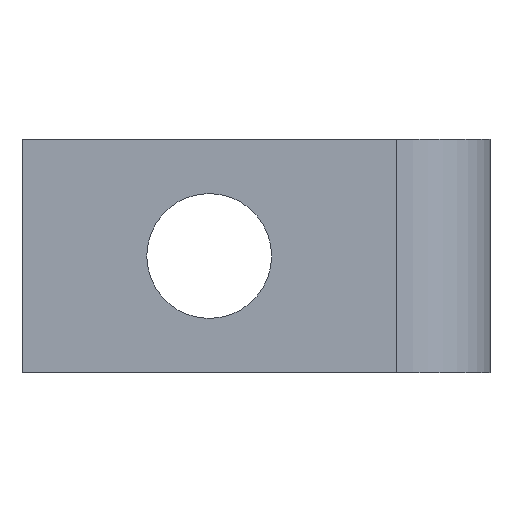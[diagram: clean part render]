
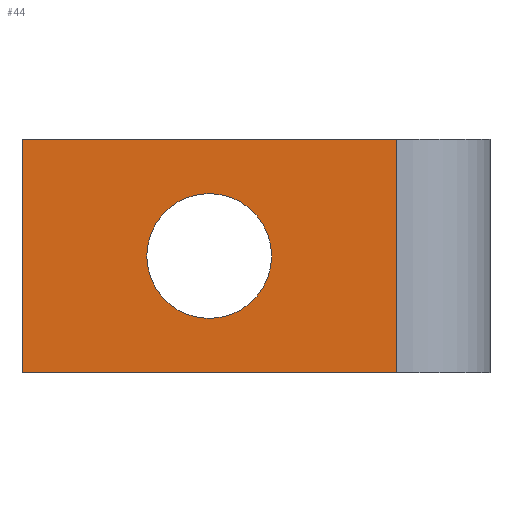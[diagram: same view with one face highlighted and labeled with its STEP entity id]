
A CAD part, left-side view. The second image highlights one B-rep face of the part: STEP entity #44.
In plain terms, the highlighted planar face has unit normal (-1, 0, 0).
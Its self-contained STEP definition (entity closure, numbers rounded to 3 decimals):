
#44 = ADVANCED_FACE( '', ( #91, #92 ), #93, .F. );
#91 = FACE_BOUND( '', #140, .T. );
#92 = FACE_OUTER_BOUND( '', #141, .T. );
#93 = PLANE( '', #142 );
#140 = EDGE_LOOP( '', ( #204 ) );
#141 = EDGE_LOOP( '', ( #205, #206, #207, #208 ) );
#142 = AXIS2_PLACEMENT_3D( '', #209, #210, #211 );
#204 = ORIENTED_EDGE( '', *, *, #293, .T. );
#205 = ORIENTED_EDGE( '', *, *, #294, .T. );
#206 = ORIENTED_EDGE( '', *, *, #295, .F. );
#207 = ORIENTED_EDGE( '', *, *, #286, .F. );
#208 = ORIENTED_EDGE( '', *, *, #274, .T. );
#209 = CARTESIAN_POINT( '', ( 0., 30., 7.5 ) );
#210 = DIRECTION( '', ( 1., 0., 0. ) );
#211 = DIRECTION( '', ( 0., 0., -1. ) );
#274 = EDGE_CURVE( '', #316, #314, #317, .T. );
#286 = EDGE_CURVE( '', #316, #335, #336, .T. );
#293 = EDGE_CURVE( '', #347, #347, #348, .T. );
#294 = EDGE_CURVE( '', #314, #349, #350, .T. );
#295 = EDGE_CURVE( '', #335, #349, #351, .T. );
#314 = VERTEX_POINT( '', #374 );
#316 = VERTEX_POINT( '', #377 );
#317 = LINE( '', #378, #379 );
#335 = VERTEX_POINT( '', #402 );
#336 = LINE( '', #403, #404 );
#347 = VERTEX_POINT( '', #418 );
#348 = CIRCLE( '', #419, 4. );
#349 = VERTEX_POINT( '', #420 );
#350 = LINE( '', #421, #422 );
#351 = LINE( '', #423, #424 );
#374 = CARTESIAN_POINT( '', ( 0., 30., -7.5 ) );
#377 = CARTESIAN_POINT( '', ( 0., 30., 7.5 ) );
#378 = CARTESIAN_POINT( '', ( 0., 30., 7.5 ) );
#379 = VECTOR( '', #453, 1000. );
#402 = CARTESIAN_POINT( '', ( 0., 6., 7.5 ) );
#403 = CARTESIAN_POINT( '', ( 0., 30., 7.5 ) );
#404 = VECTOR( '', #468, 1000. );
#418 = CARTESIAN_POINT( '', ( 0., 18., -4. ) );
#419 = AXIS2_PLACEMENT_3D( '', #478, #479, #480 );
#420 = CARTESIAN_POINT( '', ( 0., 6., -7.5 ) );
#421 = CARTESIAN_POINT( '', ( 0., 30., -7.5 ) );
#422 = VECTOR( '', #481, 1000. );
#423 = CARTESIAN_POINT( '', ( 0., 6., 7.5 ) );
#424 = VECTOR( '', #482, 1000. );
#453 = DIRECTION( '', ( 0., 0., -1. ) );
#468 = DIRECTION( '', ( 0., -1., 0. ) );
#478 = CARTESIAN_POINT( '', ( 0., 18., 0. ) );
#479 = DIRECTION( '', ( 1., 0., 0. ) );
#480 = DIRECTION( '', ( 0., 0., -1. ) );
#481 = DIRECTION( '', ( 0., -1., 0. ) );
#482 = DIRECTION( '', ( 0., 0., -1. ) );
